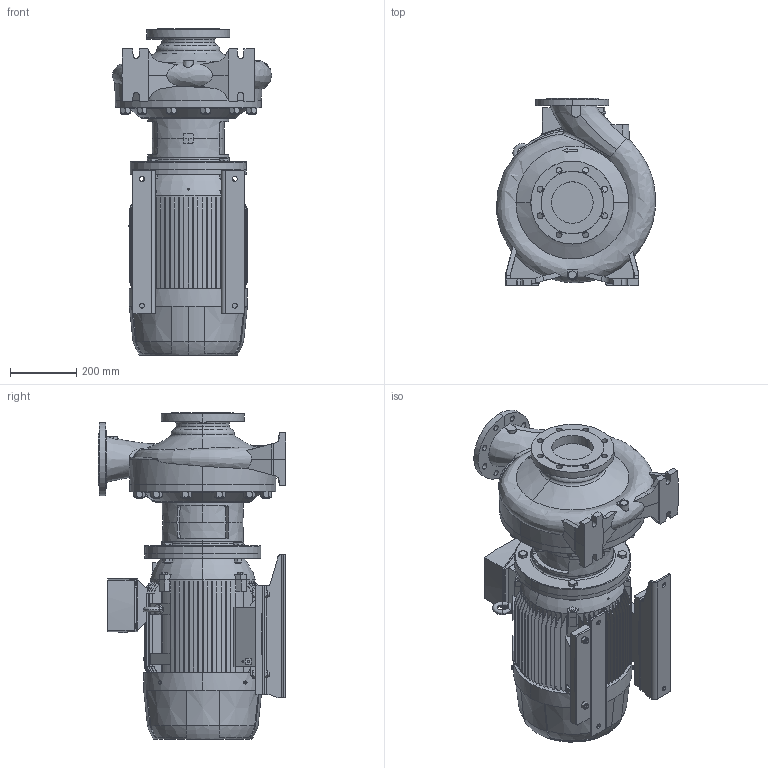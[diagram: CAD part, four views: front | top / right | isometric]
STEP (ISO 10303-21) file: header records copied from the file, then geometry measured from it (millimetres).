
FILE_DESCRIPTION (( 'STEP AP214' ), '1' );
FILE_NAME ('4_93_494_06_REV01.step', '2022-01-26T08:42:05', ( '' ), ( '' ), 'SwSTEP 2.0', 'SolidWorks 2020', '' );
FILE_SCHEMA (( 'AUTOMOTIVE_DESIGN' ));
Length unit declared in the file: millimetre
Products named in the file (2): Copia di 4_93_494_06_REV01^4_93_494_06_REV01; 4_93_494_06_REV01
Assembly tree (1 placements, depth 2):
  4_93_494_06_REV01
    Copia di 4_93_494_06_REV01^4_93_494_06_REV01
Bounding box: 479.97 x 565 x 982.8 mm (x, y, z)
Volume: 89139575.6 mm3; surface area: 3740350.7 mm2
Topology: 41 solids, 41 shells, 2612 faces, 6706 edges, 4298 vertices
Faces by surface type: plane 1324, cylinder 578, cone 425, torus 167, bspline 118
Entity records: 137205 total; most frequent: CARTESIAN_POINT 76110, ORIENTED_EDGE 13406, DIRECTION 11429, EDGE_CURVE 6703, VERTEX_POINT 4298, AXIS2_PLACEMENT_3D 4215, LINE 2999, VECTOR 2999
